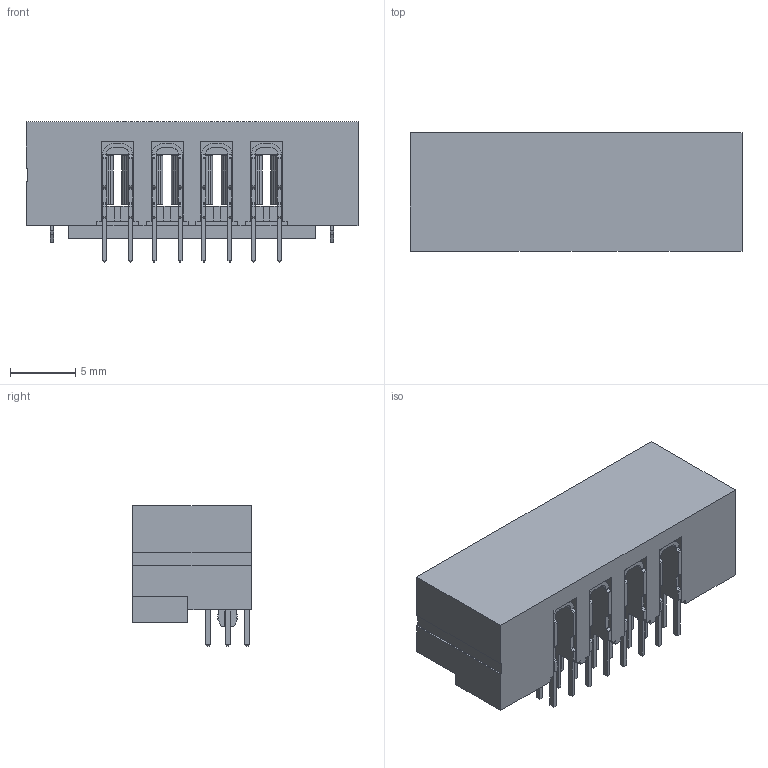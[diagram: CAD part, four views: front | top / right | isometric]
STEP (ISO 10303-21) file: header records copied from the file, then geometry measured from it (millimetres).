
FILE_DESCRIPTION( ( 'STEP AP203' ), '1' );
FILE_NAME( 'UPT-04-01-01-L-RA-LC.stp', '2020-10-06T01:09:49', ( 'License CC BY-ND 4.0' ), ( 'CADENAS' ), ' ', 'PARTsolutions', ' ' );
FILE_SCHEMA( ( 'CONFIG_CONTROL_DESIGN' ) );
Length unit declared in the file: millimetre
Products named in the file (4): UPT-04-01-01-L-RA-LC; _UPT-03.0-04-01-L-RA-LCterminal; _UPT-03.0-04-01-L-RA-LCclip; _UPT-03.0-04-01-L-RA-LCpins
Assembly tree (4 placements, depth 2):
  UPT-04-01-01-L-RA-LC
    _UPT-03.0-04-01-L-RA-LCterminal
    _UPT-03.0-04-01-L-RA-LCclip  x2
    _UPT-03.0-04-01-L-RA-LCpins
Bounding box: 25.5 x 9.12 x 10.82 mm (x, y, z)
Volume: 1049.6 mm3; surface area: 2527.6 mm2
Topology: 4 solids, 4 shells, 753 faces, 2088 edges, 1356 vertices
Faces by surface type: plane 583, cylinder 170
Entity records: 23389 total; most frequent: CARTESIAN_POINT 4104, ORIENTED_EDGE 4080, DIRECTION 3898, EDGE_CURVE 2040, LINE 1662, VECTOR 1662, VERTEX_POINT 1324, AXIS2_PLACEMENT_3D 1118
